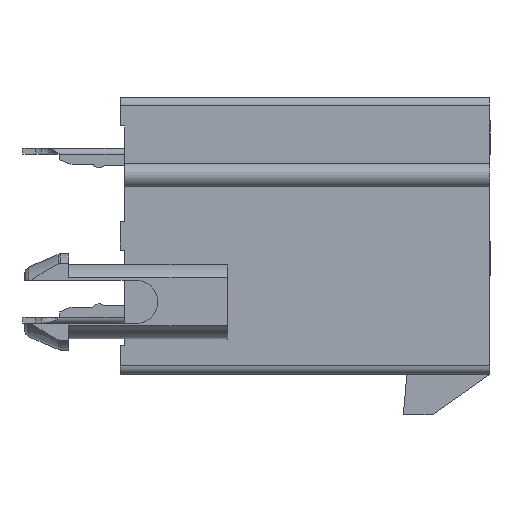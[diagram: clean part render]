
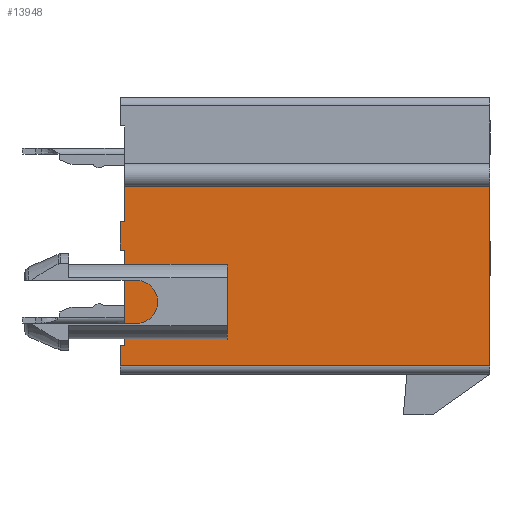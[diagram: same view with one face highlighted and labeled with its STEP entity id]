
A CAD part, left-side view. The second image highlights one B-rep face of the part: STEP entity #13948.
In plain terms, the highlighted planar face has unit normal (-1, 0, 0).
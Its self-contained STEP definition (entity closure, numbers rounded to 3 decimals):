
#93=CARTESIAN_POINT('',(-25.8,0.,1.7));
#94=VERTEX_POINT('',#93);
#102=CARTESIAN_POINT('',(-25.8,0.,-4.5));
#103=VERTEX_POINT('',#102);
#104=CARTESIAN_POINT('',(-25.8,0.,1.7));
#105=DIRECTION('',(0.,0.,-1.));
#106=VECTOR('',#105,6.2);
#107=LINE('',#104,#106);
#108=EDGE_CURVE('',#94,#103,#107,.T.);
#1381=CARTESIAN_POINT('',(-25.8,12.8,-4.5));
#1382=VERTEX_POINT('',#1381);
#1399=CARTESIAN_POINT('',(-25.8,0.,-4.5));
#1400=DIRECTION('',(0.,1.,0.));
#1401=VECTOR('',#1400,12.8);
#1402=LINE('',#1399,#1401);
#1403=EDGE_CURVE('',#103,#1382,#1402,.T.);
#2666=CARTESIAN_POINT('',(-25.8,12.8,0.5));
#2667=VERTEX_POINT('',#2666);
#2668=CARTESIAN_POINT('',(-25.8,12.65,0.5));
#2669=VERTEX_POINT('',#2668);
#2670=CARTESIAN_POINT('',(-25.8,12.8,0.5));
#2671=DIRECTION('',(0.,-1.,0.));
#2672=VECTOR('',#2671,0.15);
#2673=LINE('',#2670,#2672);
#2674=EDGE_CURVE('',#2667,#2669,#2673,.T.);
#2778=CARTESIAN_POINT('',(-25.8,12.8,-0.5));
#2779=VERTEX_POINT('',#2778);
#2786=CARTESIAN_POINT('',(-25.8,12.8,-0.5));
#2787=DIRECTION('',(0.,0.,1.));
#2788=VECTOR('',#2787,1.);
#2789=LINE('',#2786,#2788);
#2790=EDGE_CURVE('',#2779,#2667,#2789,.T.);
#2801=CARTESIAN_POINT('',(-25.8,12.65,-0.5));
#2802=VERTEX_POINT('',#2801);
#2803=CARTESIAN_POINT('',(-25.8,12.65,-0.5));
#2804=DIRECTION('',(0.,1.,0.));
#2805=VECTOR('',#2804,0.15);
#2806=LINE('',#2803,#2805);
#2807=EDGE_CURVE('',#2802,#2779,#2806,.T.);
#2832=CARTESIAN_POINT('',(-25.8,12.65,-3.8));
#2833=VERTEX_POINT('',#2832);
#2834=CARTESIAN_POINT('',(-25.8,12.65,-3.8));
#2835=DIRECTION('',(0.,0.,1.));
#2836=VECTOR('',#2835,3.3);
#2837=LINE('',#2834,#2836);
#2838=EDGE_CURVE('',#2833,#2802,#2837,.T.);
#2863=CARTESIAN_POINT('',(-25.8,12.8,-3.8));
#2864=VERTEX_POINT('',#2863);
#2865=CARTESIAN_POINT('',(-25.8,12.8,-3.8));
#2866=DIRECTION('',(0.,-1.,0.));
#2867=VECTOR('',#2866,0.15);
#2868=LINE('',#2865,#2867);
#2869=EDGE_CURVE('',#2864,#2833,#2868,.T.);
#2918=CARTESIAN_POINT('',(-25.8,12.8,-4.5));
#2919=DIRECTION('',(0.,0.,1.));
#2920=VECTOR('',#2919,0.7);
#2921=LINE('',#2918,#2920);
#2922=EDGE_CURVE('',#1382,#2864,#2921,.T.);
#13860=CARTESIAN_POINT('',(-25.8,12.65,1.7));
#13861=VERTEX_POINT('',#13860);
#13869=CARTESIAN_POINT('',(-25.8,12.65,1.7));
#13870=DIRECTION('',(0.,-1.,0.));
#13871=VECTOR('',#13870,12.65);
#13872=LINE('',#13869,#13871);
#13873=EDGE_CURVE('',#13861,#94,#13872,.T.);
#13883=CARTESIAN_POINT('',(-25.8,12.65,0.5));
#13884=DIRECTION('',(0.,0.,1.));
#13885=VECTOR('',#13884,1.2);
#13886=LINE('',#13883,#13885);
#13887=EDGE_CURVE('',#2669,#13861,#13886,.T.);
#13897=CARTESIAN_POINT('',(-25.8,6.4,0.));
#13898=DIRECTION('',(0.,-1.,0.));
#13899=DIRECTION('',(-1.,0.,0.));
#13900=AXIS2_PLACEMENT_3D('',#13897,#13899,#13898);
#13901=PLANE('',#13900);
#13902=ORIENTED_EDGE('',*,*,#13873,.F.);
#13903=ORIENTED_EDGE('',*,*,#13887,.F.);
#13904=ORIENTED_EDGE('',*,*,#2674,.F.);
#13905=ORIENTED_EDGE('',*,*,#2790,.F.);
#13906=ORIENTED_EDGE('',*,*,#2807,.F.);
#13907=ORIENTED_EDGE('',*,*,#2838,.F.);
#13908=ORIENTED_EDGE('',*,*,#2869,.F.);
#13909=ORIENTED_EDGE('',*,*,#2922,.F.);
#13910=ORIENTED_EDGE('',*,*,#1403,.F.);
#13911=ORIENTED_EDGE('',*,*,#108,.F.);
#13912=EDGE_LOOP('',(#13902,#13903,#13904,#13905,#13906,#13907,#13908,#13909,#13910,#13911));
#13913=FACE_OUTER_BOUND('',#13912,.T.);
#13914=CARTESIAN_POINT('',(-25.8,9.1,-1.459));
#13915=VERTEX_POINT('',#13914);
#13916=CARTESIAN_POINT('',(-25.8,9.1,-3.121));
#13917=VERTEX_POINT('',#13916);
#13918=CARTESIAN_POINT('',(-25.8,9.1,-1.459));
#13919=DIRECTION('',(0.,0.,-1.));
#13920=VECTOR('',#13919,1.661);
#13921=LINE('',#13918,#13920);
#13922=EDGE_CURVE('',#13915,#13917,#13921,.T.);
#13923=ORIENTED_EDGE('',*,*,#13922,.T.);
#13924=CARTESIAN_POINT('',(-25.8,11.5,-3.121));
#13925=VERTEX_POINT('',#13924);
#13926=CARTESIAN_POINT('',(-25.8,9.1,-3.121));
#13927=DIRECTION('',(0.,1.,0.));
#13928=VECTOR('',#13927,2.4);
#13929=LINE('',#13926,#13928);
#13930=EDGE_CURVE('',#13917,#13925,#13929,.T.);
#13931=ORIENTED_EDGE('',*,*,#13930,.T.);
#13932=CARTESIAN_POINT('',(-25.8,11.5,-1.459));
#13933=VERTEX_POINT('',#13932);
#13934=CARTESIAN_POINT('',(-25.8,11.5,-3.121));
#13935=DIRECTION('',(0.,0.,1.));
#13936=VECTOR('',#13935,1.661);
#13937=LINE('',#13934,#13936);
#13938=EDGE_CURVE('',#13925,#13933,#13937,.T.);
#13939=ORIENTED_EDGE('',*,*,#13938,.T.);
#13940=CARTESIAN_POINT('',(-25.8,11.5,-1.459));
#13941=DIRECTION('',(0.,-1.,0.));
#13942=VECTOR('',#13941,2.4);
#13943=LINE('',#13940,#13942);
#13944=EDGE_CURVE('',#13933,#13915,#13943,.T.);
#13945=ORIENTED_EDGE('',*,*,#13944,.T.);
#13946=EDGE_LOOP('',(#13923,#13931,#13939,#13945));
#13947=FACE_BOUND('',#13946,.T.);
#13948=ADVANCED_FACE('',(#13913,#13947),#13901,.T.);
